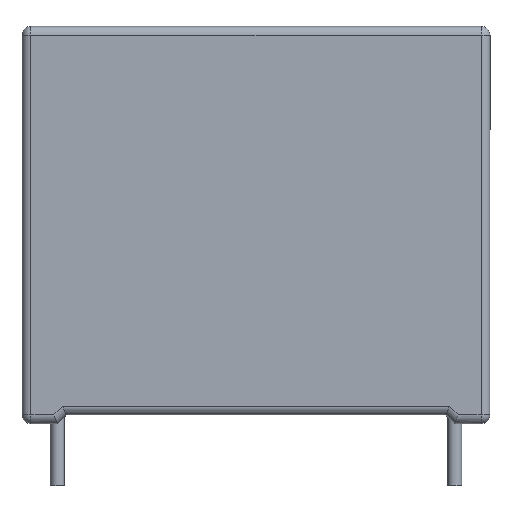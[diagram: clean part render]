
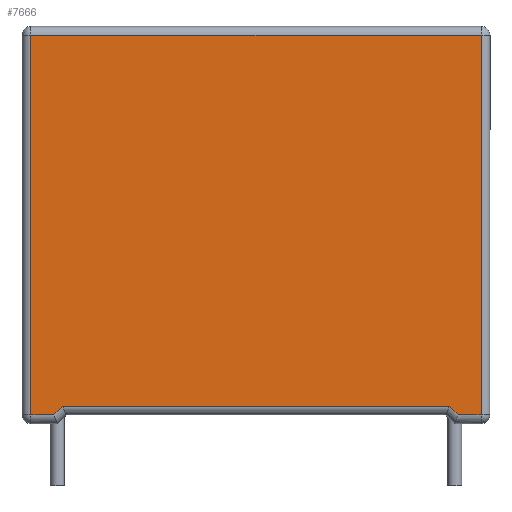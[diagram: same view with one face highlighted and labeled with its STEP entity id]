
A CAD part, front view. The second image highlights one B-rep face of the part: STEP entity #7666.
In plain terms, the highlighted planar face has unit normal (0, -1, 0).
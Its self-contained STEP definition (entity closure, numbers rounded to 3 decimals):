
#8 = CARTESIAN_POINT ( 'NONE',  ( 12.75, 0., -10.75 ) ) ;
#171 = DIRECTION ( 'NONE',  ( 0., 0., 1. ) ) ;
#384 = VECTOR ( 'NONE', #8333, 1000. ) ;
#530 = EDGE_CURVE ( 'NONE', #6894, #10575, #7052, .T. ) ;
#577 = ORIENTED_EDGE ( 'NONE', *, *, #8743, .T. ) ;
#939 = LINE ( 'NONE', #12870, #1813 ) ;
#1366 = CARTESIAN_POINT ( 'NONE',  ( 0., 0., -10.25 ) ) ;
#1375 = PLANE ( 'NONE',  #9180 ) ;
#1813 = VECTOR ( 'NONE', #2911, 1000. ) ;
#1943 = VECTOR ( 'NONE', #11943, 1000. ) ;
#2012 = VERTEX_POINT ( 'NONE', #6611 ) ;
#2187 = CARTESIAN_POINT ( 'NONE',  ( -0.468, 0., 0.459 ) ) ;
#2275 = DIRECTION ( 'NONE',  ( 1., 0., 0. ) ) ;
#2370 = LINE ( 'NONE', #5847, #4297 ) ;
#2775 = VERTEX_POINT ( 'NONE', #8380 ) ;
#2911 = DIRECTION ( 'NONE',  ( 0.7, 0., -0.714 ) ) ;
#3213 = CARTESIAN_POINT ( 'NONE',  ( -12.75, 0., -10.75 ) ) ;
#3269 = LINE ( 'NONE', #6146, #384 ) ;
#3287 = DIRECTION ( 'NONE',  ( 0., 1., 0. ) ) ;
#3529 = ORIENTED_EDGE ( 'NONE', *, *, #5053, .T. ) ;
#4227 = DIRECTION ( 'NONE',  ( 0.7, 0., 0.714 ) ) ;
#4254 = LINE ( 'NONE', #5381, #5948 ) ;
#4297 = VECTOR ( 'NONE', #10945, 1000. ) ;
#4348 = FACE_OUTER_BOUND ( 'NONE', #11674, .T. ) ;
#4805 = VERTEX_POINT ( 'NONE', #10835 ) ;
#5053 = EDGE_CURVE ( 'NONE', #7146, #8134, #2370, .T. ) ;
#5056 = CARTESIAN_POINT ( 'NONE',  ( -12.75, 0., 10.75 ) ) ;
#5381 = CARTESIAN_POINT ( 'NONE',  ( 0., 0., -10.75 ) ) ;
#5395 = DIRECTION ( 'NONE',  ( 1., 0., 0. ) ) ;
#5530 = EDGE_CURVE ( 'NONE', #10575, #12113, #4254, .T. ) ;
#5847 = CARTESIAN_POINT ( 'NONE',  ( 12.75, 0., 0. ) ) ;
#5948 = VECTOR ( 'NONE', #2275, 1000. ) ;
#6146 = CARTESIAN_POINT ( 'NONE',  ( 0., 0., 10.75 ) ) ;
#6611 = CARTESIAN_POINT ( 'NONE',  ( -10.96, 0., -10.25 ) ) ;
#6894 = VERTEX_POINT ( 'NONE', #5056 ) ;
#6941 = CARTESIAN_POINT ( 'NONE',  ( 12.75, 0., 10.75 ) ) ;
#7052 = LINE ( 'NONE', #10126, #1943 ) ;
#7146 = VERTEX_POINT ( 'NONE', #8 ) ;
#7312 = VECTOR ( 'NONE', #8988, 1000. ) ;
#7520 = ORIENTED_EDGE ( 'NONE', *, *, #12628, .T. ) ;
#7666 = ADVANCED_FACE ( 'NONE', ( #4348 ), #1375, .F. ) ;
#7780 = VECTOR ( 'NONE', #4227, 1000. ) ;
#7801 = CARTESIAN_POINT ( 'NONE',  ( 0., 0., -10.75 ) ) ;
#7922 = LINE ( 'NONE', #7801, #7312 ) ;
#8134 = VERTEX_POINT ( 'NONE', #6941 ) ;
#8333 = DIRECTION ( 'NONE',  ( -1., 0., 0. ) ) ;
#8380 = CARTESIAN_POINT ( 'NONE',  ( 10.96, 0., -10.25 ) ) ;
#8743 = EDGE_CURVE ( 'NONE', #2012, #2775, #12298, .T. ) ;
#8988 = DIRECTION ( 'NONE',  ( 1., 0., 0. ) ) ;
#9180 = AXIS2_PLACEMENT_3D ( 'NONE', #12239, #3287, #171 ) ;
#9219 = EDGE_CURVE ( 'NONE', #2775, #4805, #939, .T. ) ;
#9282 = LINE ( 'NONE', #2187, #7780 ) ;
#9407 = ORIENTED_EDGE ( 'NONE', *, *, #5530, .T. ) ;
#9665 = ORIENTED_EDGE ( 'NONE', *, *, #11409, .T. ) ;
#10126 = CARTESIAN_POINT ( 'NONE',  ( -12.75, 0., 0. ) ) ;
#10349 = ORIENTED_EDGE ( 'NONE', *, *, #530, .T. ) ;
#10575 = VERTEX_POINT ( 'NONE', #3213 ) ;
#10835 = CARTESIAN_POINT ( 'NONE',  ( 11.45, 0., -10.75 ) ) ;
#10904 = ORIENTED_EDGE ( 'NONE', *, *, #9219, .T. ) ;
#10945 = DIRECTION ( 'NONE',  ( 0., 0., 1. ) ) ;
#11365 = ORIENTED_EDGE ( 'NONE', *, *, #11508, .T. ) ;
#11409 = EDGE_CURVE ( 'NONE', #4805, #7146, #7922, .T. ) ;
#11508 = EDGE_CURVE ( 'NONE', #8134, #6894, #3269, .T. ) ;
#11674 = EDGE_LOOP ( 'NONE', ( #11365, #10349, #9407, #7520, #577, #10904, #9665, #3529 ) ) ;
#11943 = DIRECTION ( 'NONE',  ( 0., 0., -1. ) ) ;
#12073 = CARTESIAN_POINT ( 'NONE',  ( -11.45, 0., -10.75 ) ) ;
#12113 = VERTEX_POINT ( 'NONE', #12073 ) ;
#12239 = CARTESIAN_POINT ( 'NONE',  ( 0., 0., 0. ) ) ;
#12298 = LINE ( 'NONE', #1366, #12952 ) ;
#12628 = EDGE_CURVE ( 'NONE', #12113, #2012, #9282, .T. ) ;
#12870 = CARTESIAN_POINT ( 'NONE',  ( 0.468, 0., 0.459 ) ) ;
#12952 = VECTOR ( 'NONE', #5395, 1000. ) ;
